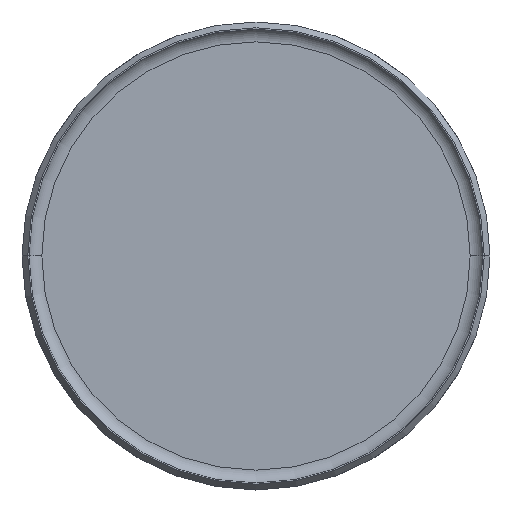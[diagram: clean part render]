
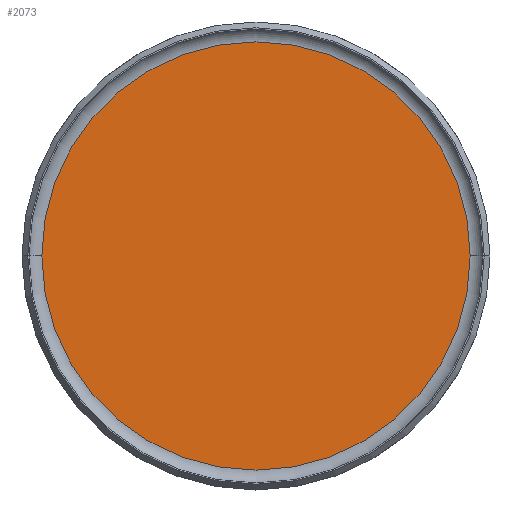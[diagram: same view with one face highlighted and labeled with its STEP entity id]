
A CAD part, top view. The second image highlights one B-rep face of the part: STEP entity #2073.
In plain terms, the highlighted planar face has unit normal (0, 0, 1).
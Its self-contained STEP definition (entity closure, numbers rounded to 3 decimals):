
#544=CIRCLE('',#7135,185.97);
#547=CIRCLE('',#7139,185.97);
#794=PLANE('',#7141);
#2073=ADVANCED_FACE('',(#2529),#794,.F.);
#2529=FACE_OUTER_BOUND('',#2956,.T.);
#2956=EDGE_LOOP('',(#4538,#4539));
#4538=ORIENTED_EDGE('',*,*,#6292,.F.);
#4539=ORIENTED_EDGE('',*,*,#6289,.F.);
#5443=VERTEX_POINT('',#13850);
#5444=VERTEX_POINT('',#13851);
#6289=EDGE_CURVE('',#5443,#5444,#544,.T.);
#6292=EDGE_CURVE('',#5444,#5443,#547,.T.);
#7135=AXIS2_PLACEMENT_3D('',#13849,#8685,#8686);
#7139=AXIS2_PLACEMENT_3D('',#13855,#8693,#8694);
#7141=AXIS2_PLACEMENT_3D('',#13857,#8697,#8698);
#8685=DIRECTION('',(0.,0.,-1.));
#8686=DIRECTION('',(-1.,0.,0.));
#8693=DIRECTION('',(0.,0.,-1.));
#8694=DIRECTION('',(1.,0.,0.));
#8697=DIRECTION('',(0.,0.,-1.));
#8698=DIRECTION('',(1.,0.,0.));
#13849=CARTESIAN_POINT('',(0.,19.891,3.207));
#13850=CARTESIAN_POINT('',(185.97,19.891,3.207));
#13851=CARTESIAN_POINT('',(-185.97,19.891,3.207));
#13855=CARTESIAN_POINT('',(0.,19.891,3.207));
#13857=CARTESIAN_POINT('',(0.,19.891,3.207));
